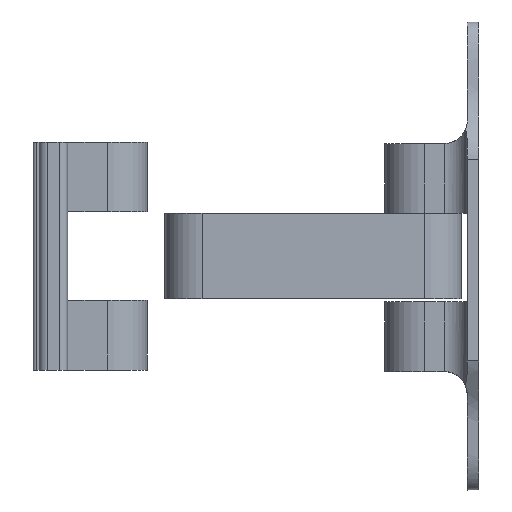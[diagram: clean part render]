
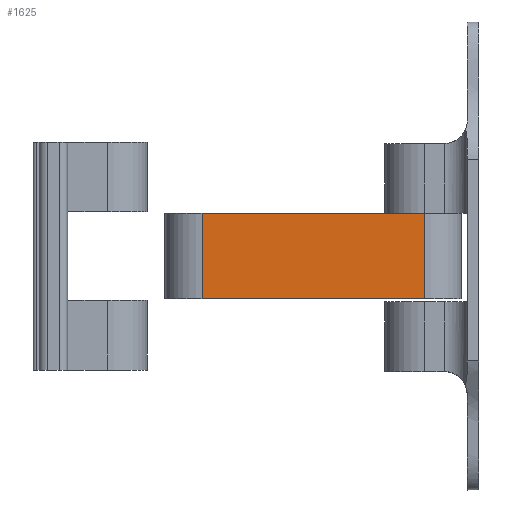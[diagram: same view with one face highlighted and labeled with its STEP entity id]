
A CAD part, front view. The second image highlights one B-rep face of the part: STEP entity #1625.
In plain terms, the highlighted planar face has unit normal (0, -1, 0).
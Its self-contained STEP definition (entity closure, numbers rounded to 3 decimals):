
#103=PLANE('',#1768);
#174=FACE_OUTER_BOUND('',#278,.T.);
#278=EDGE_LOOP('',(#1306,#1307,#1308,#1309));
#424=LINE('',#2547,#570);
#428=LINE('',#2556,#574);
#429=LINE('',#2560,#575);
#430=LINE('',#2561,#576);
#570=VECTOR('',#2078,10.);
#574=VECTOR('',#2086,10.);
#575=VECTOR('',#2091,10.);
#576=VECTOR('',#2092,10.);
#775=VERTEX_POINT('',#2541);
#777=VERTEX_POINT('',#2545);
#780=VERTEX_POINT('',#2555);
#781=VERTEX_POINT('',#2559);
#964=EDGE_CURVE('',#775,#777,#424,.T.);
#968=EDGE_CURVE('',#780,#775,#428,.T.);
#970=EDGE_CURVE('',#781,#777,#429,.T.);
#971=EDGE_CURVE('',#780,#781,#430,.T.);
#1306=ORIENTED_EDGE('',*,*,#964,.T.);
#1307=ORIENTED_EDGE('',*,*,#970,.F.);
#1308=ORIENTED_EDGE('',*,*,#971,.F.);
#1309=ORIENTED_EDGE('',*,*,#968,.T.);
#1625=ADVANCED_FACE('',(#174),#103,.T.);
#1768=AXIS2_PLACEMENT_3D('',#2558,#2089,#2090);
#2078=DIRECTION('',(0.,0.,1.));
#2086=DIRECTION('',(1.,0.,0.));
#2089=DIRECTION('center_axis',(0.,-1.,0.));
#2090=DIRECTION('ref_axis',(1.,0.,0.));
#2091=DIRECTION('',(1.,0.,0.));
#2092=DIRECTION('',(0.,0.,1.));
#2541=CARTESIAN_POINT('',(67.571,8.5,12.5));
#2545=CARTESIAN_POINT('',(67.571,8.5,27.5));
#2547=CARTESIAN_POINT('',(67.571,8.5,27.5));
#2555=CARTESIAN_POINT('',(28.571,8.5,12.5));
#2556=CARTESIAN_POINT('',(36.071,8.5,12.5));
#2558=CARTESIAN_POINT('Origin',(28.571,8.5,12.5));
#2559=CARTESIAN_POINT('',(28.571,8.5,27.5));
#2560=CARTESIAN_POINT('',(28.571,8.5,27.5));
#2561=CARTESIAN_POINT('',(28.571,8.5,12.5));
